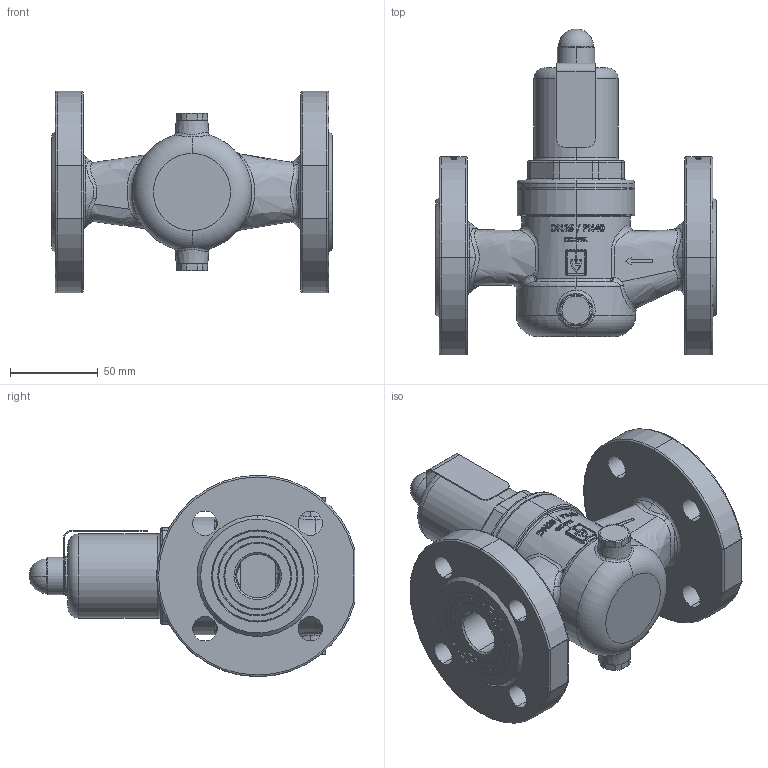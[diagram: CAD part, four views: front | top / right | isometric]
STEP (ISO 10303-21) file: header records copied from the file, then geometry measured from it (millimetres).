
FILE_DESCRIPTION (( 'STEP AP214' ), '1' );
FILE_NAME ('631mGFO-25 Dummy.STEP', '2012-02-24T08:03:56', ( 'Blankenhorn' ), ( '' ), 'SwSTEP 2.0', 'SolidWorks 2011', '' );
FILE_SCHEMA (( 'AUTOMOTIVE_DESIGN' ));
Length unit declared in the file: millimetre
Products named in the file (1): 631mGFO-25 Dummy
Bounding box: 160 x 185.9 x 115 mm (x, y, z)
Volume: 476969.3 mm3; surface area: 149599 mm2
Topology: 8 solids, 8 shells, 1272 faces, 3278 edges, 2096 vertices
Faces by surface type: plane 510, bspline 291, cylinder 269, torus 94, cone 92, sphere 16
Entity records: 73730 total; most frequent: CARTESIAN_POINT 31232, ORIENTED_EDGE 6506, DIRECTION 5080, EDGE_CURVE 3253, VERTEX_POINT 2093, AXIS2_PLACEMENT_3D 1894, EDGE_LOOP 1402, LINE 1292
